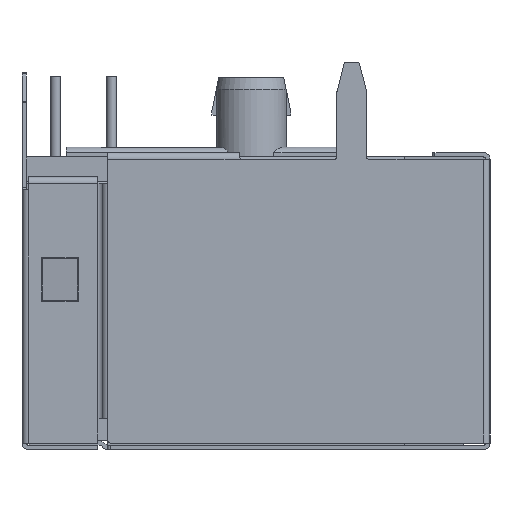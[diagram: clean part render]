
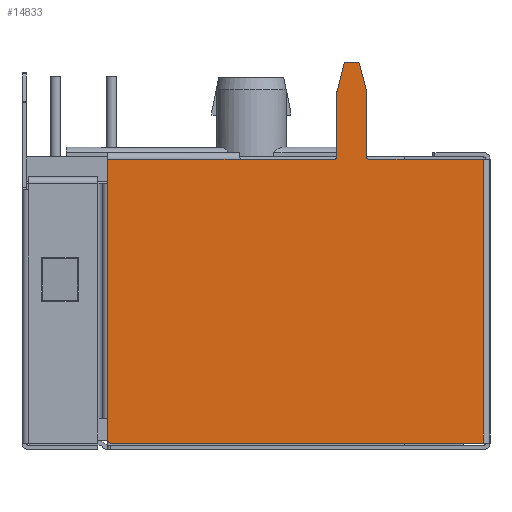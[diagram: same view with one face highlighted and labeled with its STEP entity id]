
A CAD part, left-side view. The second image highlights one B-rep face of the part: STEP entity #14833.
In plain terms, the highlighted planar face has unit normal (-1, 0, 0).
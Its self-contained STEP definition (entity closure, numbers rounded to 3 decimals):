
#623=CIRCLE('',#15838,0.1);
#624=CIRCLE('',#15839,0.1);
#625=CIRCLE('',#15840,0.1);
#626=CIRCLE('',#15841,0.1);
#627=CIRCLE('',#15842,0.1);
#628=CIRCLE('',#15843,0.1);
#629=CIRCLE('',#15844,0.1);
#1412=ORIENTED_EDGE('',*,*,#5798,.F.);
#1413=ORIENTED_EDGE('',*,*,#5799,.T.);
#1414=ORIENTED_EDGE('',*,*,#5744,.F.);
#1415=ORIENTED_EDGE('',*,*,#5797,.T.);
#1416=ORIENTED_EDGE('',*,*,#5640,.T.);
#1417=ORIENTED_EDGE('',*,*,#5800,.T.);
#1418=ORIENTED_EDGE('',*,*,#5801,.F.);
#1419=ORIENTED_EDGE('',*,*,#5802,.T.);
#1420=ORIENTED_EDGE('',*,*,#5803,.F.);
#1421=ORIENTED_EDGE('',*,*,#5804,.T.);
#1422=ORIENTED_EDGE('',*,*,#5805,.F.);
#1423=ORIENTED_EDGE('',*,*,#5806,.T.);
#1424=ORIENTED_EDGE('',*,*,#5807,.F.);
#1425=ORIENTED_EDGE('',*,*,#5808,.T.);
#1426=ORIENTED_EDGE('',*,*,#5809,.F.);
#1427=ORIENTED_EDGE('',*,*,#5810,.T.);
#1428=ORIENTED_EDGE('',*,*,#5632,.T.);
#1429=ORIENTED_EDGE('',*,*,#5811,.T.);
#1430=ORIENTED_EDGE('',*,*,#5812,.F.);
#1431=ORIENTED_EDGE('',*,*,#5742,.F.);
#5632=EDGE_CURVE('',#7838,#7837,#9251,.T.);
#5640=EDGE_CURVE('',#7846,#7845,#9259,.T.);
#5742=EDGE_CURVE('',#7913,#7914,#9314,.T.);
#5744=EDGE_CURVE('',#7915,#7916,#9315,.T.);
#5797=EDGE_CURVE('',#7915,#7846,#9345,.T.);
#5798=EDGE_CURVE('',#7955,#7913,#9346,.T.);
#5799=EDGE_CURVE('',#7955,#7916,#623,.F.);
#5800=EDGE_CURVE('',#7845,#7956,#624,.T.);
#5801=EDGE_CURVE('',#7957,#7956,#9347,.T.);
#5802=EDGE_CURVE('',#7957,#7958,#625,.F.);
#5803=EDGE_CURVE('',#7959,#7958,#9348,.T.);
#5804=EDGE_CURVE('',#7959,#7960,#626,.F.);
#5805=EDGE_CURVE('',#7961,#7960,#9349,.T.);
#5806=EDGE_CURVE('',#7961,#7962,#627,.F.);
#5807=EDGE_CURVE('',#7963,#7962,#9350,.T.);
#5808=EDGE_CURVE('',#7963,#7964,#628,.F.);
#5809=EDGE_CURVE('',#7965,#7964,#9351,.T.);
#5810=EDGE_CURVE('',#7965,#7838,#629,.T.);
#5811=EDGE_CURVE('',#7837,#7966,#9352,.T.);
#5812=EDGE_CURVE('',#7914,#7966,#9353,.T.);
#7837=VERTEX_POINT('',#21776);
#7838=VERTEX_POINT('',#21778);
#7845=VERTEX_POINT('',#21794);
#7846=VERTEX_POINT('',#21796);
#7913=VERTEX_POINT('',#21990);
#7914=VERTEX_POINT('',#21992);
#7915=VERTEX_POINT('',#21996);
#7916=VERTEX_POINT('',#21997);
#7955=VERTEX_POINT('',#22098);
#7956=VERTEX_POINT('',#22101);
#7957=VERTEX_POINT('',#22103);
#7958=VERTEX_POINT('',#22105);
#7959=VERTEX_POINT('',#22107);
#7960=VERTEX_POINT('',#22109);
#7961=VERTEX_POINT('',#22111);
#7962=VERTEX_POINT('',#22113);
#7963=VERTEX_POINT('',#22115);
#7964=VERTEX_POINT('',#22117);
#7965=VERTEX_POINT('',#22119);
#7966=VERTEX_POINT('',#22122);
#9251=LINE('',#21777,#11008);
#9259=LINE('',#21795,#11016);
#9314=LINE('',#21991,#11071);
#9315=LINE('',#21995,#11072);
#9345=LINE('',#22095,#11102);
#9346=LINE('',#22097,#11103);
#9347=LINE('',#22102,#11104);
#9348=LINE('',#22106,#11105);
#9349=LINE('',#22110,#11106);
#9350=LINE('',#22114,#11107);
#9351=LINE('',#22118,#11108);
#9352=LINE('',#22121,#11109);
#9353=LINE('',#22123,#11110);
#11008=VECTOR('',#17311,1000.);
#11016=VECTOR('',#17323,1000.);
#11071=VECTOR('',#17524,1000.);
#11072=VECTOR('',#17529,1000.);
#11102=VECTOR('',#17619,1000.);
#11103=VECTOR('',#17622,1000.);
#11104=VECTOR('',#17627,1000.);
#11105=VECTOR('',#17630,1000.);
#11106=VECTOR('',#17633,1000.);
#11107=VECTOR('',#17636,1000.);
#11108=VECTOR('',#17639,1000.);
#11109=VECTOR('',#17642,1000.);
#11110=VECTOR('',#17643,1000.);
#12592=EDGE_LOOP('',(#1412,#1413,#1414,#1415,#1416,#1417,#1418,#1419,#1420,
#1421,#1422,#1423,#1424,#1425,#1426,#1427,#1428,#1429,#1430,#1431));
#13451=FACE_BOUND('',#12592,.T.);
#14280=PLANE('',#15837);
#14833=ADVANCED_FACE('',(#13451),#14280,.F.);
#15837=AXIS2_PLACEMENT_3D('',#22096,#17620,#17621);
#15838=AXIS2_PLACEMENT_3D('',#22099,#17623,#17624);
#15839=AXIS2_PLACEMENT_3D('',#22100,#17625,#17626);
#15840=AXIS2_PLACEMENT_3D('',#22104,#17628,#17629);
#15841=AXIS2_PLACEMENT_3D('',#22108,#17631,#17632);
#15842=AXIS2_PLACEMENT_3D('',#22112,#17634,#17635);
#15843=AXIS2_PLACEMENT_3D('',#22116,#17637,#17638);
#15844=AXIS2_PLACEMENT_3D('',#22120,#17640,#17641);
#17311=DIRECTION('',(0.,1.,0.));
#17323=DIRECTION('',(0.,1.,0.));
#17524=DIRECTION('',(0.,0.,1.));
#17529=DIRECTION('',(0.,1.,0.));
#17619=DIRECTION('',(0.,0.,1.));
#17620=DIRECTION('',(1.,0.,0.));
#17621=DIRECTION('',(0.,1.,0.));
#17622=DIRECTION('',(0.,0.,1.));
#17623=DIRECTION('',(1.,0.,0.));
#17624=DIRECTION('',(0.,1.,0.));
#17625=DIRECTION('',(1.,0.,0.));
#17626=DIRECTION('',(0.,1.,0.));
#17627=DIRECTION('',(0.,0.,-1.));
#17628=DIRECTION('',(1.,0.,0.));
#17629=DIRECTION('',(0.,1.,0.));
#17630=DIRECTION('',(0.,-0.243,-0.97));
#17631=DIRECTION('',(1.,0.,0.));
#17632=DIRECTION('',(0.,1.,0.));
#17633=DIRECTION('',(0.,-1.,0.));
#17634=DIRECTION('',(1.,0.,0.));
#17635=DIRECTION('',(0.,1.,0.));
#17636=DIRECTION('',(0.,-0.243,0.97));
#17637=DIRECTION('',(1.,0.,0.));
#17638=DIRECTION('',(0.,1.,0.));
#17639=DIRECTION('',(0.,0.,1.));
#17640=DIRECTION('',(1.,0.,0.));
#17641=DIRECTION('',(0.,1.,0.));
#17642=DIRECTION('',(0.,1.,0.));
#17643=DIRECTION('',(0.,0.,1.));
#21776=CARTESIAN_POINT('',(-15.56,0.635,6.45));
#21777=CARTESIAN_POINT('',(-15.56,6.735,6.45));
#21778=CARTESIAN_POINT('',(-15.56,-3.58,6.45));
#21794=CARTESIAN_POINT('',(-15.56,-5.13,6.45));
#21795=CARTESIAN_POINT('',(-15.56,6.735,6.45));
#21796=CARTESIAN_POINT('',(-15.56,-10.335,6.45));
#21990=CARTESIAN_POINT('',(-15.56,6.735,-5.35));
#21991=CARTESIAN_POINT('',(-15.56,6.735,-6.45));
#21992=CARTESIAN_POINT('',(-15.56,6.735,5.35));
#21995=CARTESIAN_POINT('',(-15.56,6.735,-6.45));
#21996=CARTESIAN_POINT('',(-15.56,-10.335,-6.45));
#21997=CARTESIAN_POINT('',(-15.56,6.635,-6.45));
#22095=CARTESIAN_POINT('',(-15.56,-10.335,-6.45));
#22096=CARTESIAN_POINT('',(-15.56,6.735,-6.45));
#22097=CARTESIAN_POINT('',(-15.56,6.735,-6.45));
#22098=CARTESIAN_POINT('',(-15.56,6.735,-6.35));
#22099=CARTESIAN_POINT('',(-15.56,6.635,-6.35));
#22100=CARTESIAN_POINT('',(-15.56,-5.13,6.55));
#22101=CARTESIAN_POINT('',(-15.56,-5.03,6.55));
#22102=CARTESIAN_POINT('',(-15.56,-5.03,9.5));
#22103=CARTESIAN_POINT('',(-15.56,-5.03,9.488));
#22104=CARTESIAN_POINT('',(-15.56,-4.93,9.488));
#22105=CARTESIAN_POINT('',(-15.56,-5.027,9.512));
#22106=CARTESIAN_POINT('',(-15.56,-4.693,10.85));
#22107=CARTESIAN_POINT('',(-15.56,-4.711,10.774));
#22108=CARTESIAN_POINT('',(-15.56,-4.614,10.75));
#22109=CARTESIAN_POINT('',(-15.56,-4.614,10.85));
#22110=CARTESIAN_POINT('',(-15.56,-4.018,10.85));
#22111=CARTESIAN_POINT('',(-15.56,-4.096,10.85));
#22112=CARTESIAN_POINT('',(-15.56,-4.096,10.75));
#22113=CARTESIAN_POINT('',(-15.56,-3.999,10.774));
#22114=CARTESIAN_POINT('',(-15.56,-3.68,9.5));
#22115=CARTESIAN_POINT('',(-15.56,-3.683,9.512));
#22116=CARTESIAN_POINT('',(-15.56,-3.78,9.488));
#22117=CARTESIAN_POINT('',(-15.56,-3.68,9.488));
#22118=CARTESIAN_POINT('',(-15.56,-3.68,6.45));
#22119=CARTESIAN_POINT('',(-15.56,-3.68,6.55));
#22120=CARTESIAN_POINT('',(-15.56,-3.58,6.55));
#22121=CARTESIAN_POINT('',(-15.56,0.735,6.45));
#22122=CARTESIAN_POINT('',(-15.56,6.735,6.45));
#22123=CARTESIAN_POINT('',(-15.56,6.735,-6.45));
